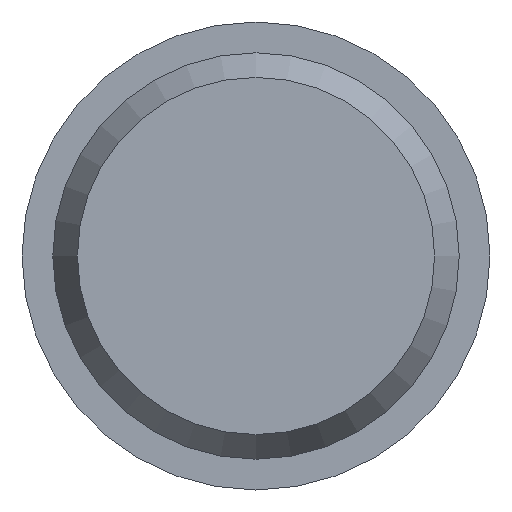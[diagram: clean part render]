
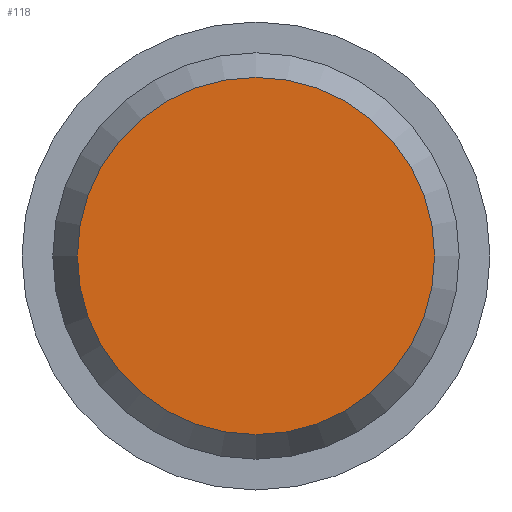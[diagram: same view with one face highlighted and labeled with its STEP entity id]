
A CAD part, left-side view. The second image highlights one B-rep face of the part: STEP entity #118.
In plain terms, the highlighted planar face has unit normal (-1, 0, 0).
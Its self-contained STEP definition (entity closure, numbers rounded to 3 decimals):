
#96=FACE_OUTER_BOUND('',#173,.T.);
#118=ADVANCED_FACE('',(#96),#124,.F.);
#124=PLANE('',#267);
#173=EDGE_LOOP('',(#199));
#199=ORIENTED_EDGE('',*,*,#228,.T.);
#214=VERTEX_POINT('',#361);
#228=EDGE_CURVE('',#214,#214,#241,.T.);
#241=CIRCLE('',#265,7.25);
#265=AXIS2_PLACEMENT_3D('',#360,#315,#316);
#267=AXIS2_PLACEMENT_3D('',#363,#319,#320);
#315=DIRECTION('',(-1.,0.,0.));
#316=DIRECTION('',(0.,1.,0.));
#319=DIRECTION('',(1.,0.,0.));
#320=DIRECTION('',(0.,0.,-1.));
#360=CARTESIAN_POINT('',(0.,0.,0.));
#361=CARTESIAN_POINT('',(0.,7.25,0.));
#363=CARTESIAN_POINT('',(0.,0.,-4.54));
